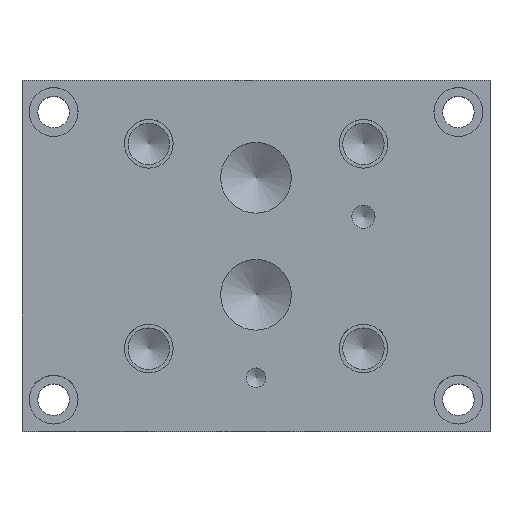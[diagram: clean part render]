
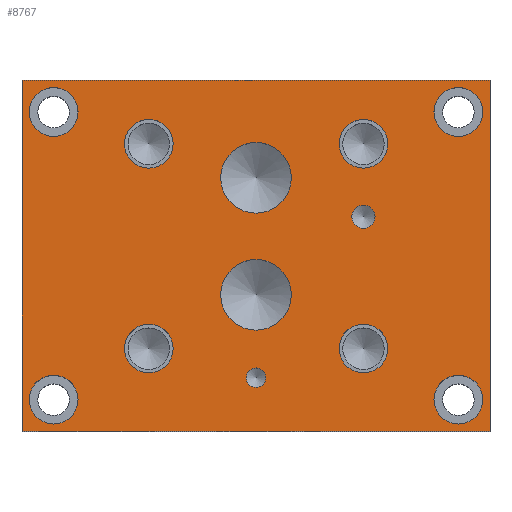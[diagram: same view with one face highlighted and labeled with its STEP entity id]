
A CAD part, top view. The second image highlights one B-rep face of the part: STEP entity #8767.
In plain terms, the highlighted planar face has unit normal (0, 0, 1).
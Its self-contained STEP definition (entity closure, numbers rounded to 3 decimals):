
#75=CIRCLE('',#9036,7.938);
#76=CIRCLE('',#9037,7.938);
#81=CIRCLE('',#9045,7.938);
#82=CIRCLE('',#9046,7.938);
#87=CIRCLE('',#9054,7.938);
#88=CIRCLE('',#9055,7.938);
#93=CIRCLE('',#9063,7.938);
#94=CIRCLE('',#9064,7.938);
#98=CIRCLE('',#9071,3.175);
#99=CIRCLE('',#9072,3.175);
#102=CIRCLE('',#9077,11.506);
#103=CIRCLE('',#9078,11.506);
#106=CIRCLE('',#9083,11.506);
#107=CIRCLE('',#9084,11.506);
#110=CIRCLE('',#9089,3.772);
#111=CIRCLE('',#9090,3.772);
#117=CIRCLE('',#9099,7.938);
#118=CIRCLE('',#9100,7.938);
#124=CIRCLE('',#9110,7.938);
#125=CIRCLE('',#9111,7.938);
#131=CIRCLE('',#9121,7.938);
#132=CIRCLE('',#9122,7.938);
#138=CIRCLE('',#9132,7.938);
#139=CIRCLE('',#9133,7.938);
#244=FACE_BOUND('',#1564,.T.);
#245=FACE_BOUND('',#1565,.T.);
#246=FACE_BOUND('',#1566,.T.);
#247=FACE_BOUND('',#1567,.T.);
#248=FACE_BOUND('',#1568,.T.);
#249=FACE_BOUND('',#1569,.T.);
#250=FACE_BOUND('',#1570,.T.);
#251=FACE_BOUND('',#1571,.T.);
#252=FACE_BOUND('',#1572,.T.);
#253=FACE_BOUND('',#1573,.T.);
#254=FACE_BOUND('',#1574,.T.);
#255=FACE_BOUND('',#1575,.T.);
#1068=FACE_OUTER_BOUND('',#1563,.T.);
#1563=EDGE_LOOP('',(#7669,#7670,#7671,#7672));
#1564=EDGE_LOOP('',(#7673,#7674));
#1565=EDGE_LOOP('',(#7675,#7676));
#1566=EDGE_LOOP('',(#7677,#7678));
#1567=EDGE_LOOP('',(#7679,#7680));
#1568=EDGE_LOOP('',(#7681,#7682));
#1569=EDGE_LOOP('',(#7683,#7684));
#1570=EDGE_LOOP('',(#7685,#7686));
#1571=EDGE_LOOP('',(#7687,#7688));
#1572=EDGE_LOOP('',(#7689,#7690));
#1573=EDGE_LOOP('',(#7691,#7692));
#1574=EDGE_LOOP('',(#7693,#7694));
#1575=EDGE_LOOP('',(#7695,#7696));
#1877=LINE('',#13392,#2715);
#2325=LINE('',#14584,#3163);
#2411=LINE('',#15024,#3249);
#2413=LINE('',#15027,#3251);
#2715=VECTOR('',#9680,10.);
#3163=VECTOR('',#10458,10.);
#3249=VECTOR('',#10948,10.);
#3251=VECTOR('',#10952,10.);
#3596=VERTEX_POINT('',#13389);
#3597=VERTEX_POINT('',#13391);
#3920=VERTEX_POINT('',#14583);
#3941=VERTEX_POINT('',#14645);
#3942=VERTEX_POINT('',#14646);
#3947=VERTEX_POINT('',#14662);
#3948=VERTEX_POINT('',#14663);
#3953=VERTEX_POINT('',#14679);
#3954=VERTEX_POINT('',#14680);
#3959=VERTEX_POINT('',#14696);
#3960=VERTEX_POINT('',#14697);
#3965=VERTEX_POINT('',#14713);
#3966=VERTEX_POINT('',#14714);
#3970=VERTEX_POINT('',#14726);
#3971=VERTEX_POINT('',#14727);
#3975=VERTEX_POINT('',#14739);
#3976=VERTEX_POINT('',#14740);
#3980=VERTEX_POINT('',#14752);
#3981=VERTEX_POINT('',#14753);
#3988=VERTEX_POINT('',#14772);
#3989=VERTEX_POINT('',#14773);
#3996=VERTEX_POINT('',#14794);
#3997=VERTEX_POINT('',#14795);
#4004=VERTEX_POINT('',#14816);
#4005=VERTEX_POINT('',#14817);
#4012=VERTEX_POINT('',#14838);
#4013=VERTEX_POINT('',#14839);
#4072=VERTEX_POINT('',#15023);
#4588=EDGE_CURVE('',#3597,#3596,#1877,.T.);
#5071=EDGE_CURVE('',#3920,#3597,#2325,.T.);
#5101=EDGE_CURVE('',#3941,#3942,#75,.T.);
#5102=EDGE_CURVE('',#3942,#3941,#76,.T.);
#5109=EDGE_CURVE('',#3947,#3948,#81,.T.);
#5110=EDGE_CURVE('',#3948,#3947,#82,.T.);
#5117=EDGE_CURVE('',#3953,#3954,#87,.T.);
#5118=EDGE_CURVE('',#3954,#3953,#88,.T.);
#5125=EDGE_CURVE('',#3959,#3960,#93,.T.);
#5126=EDGE_CURVE('',#3960,#3959,#94,.T.);
#5133=EDGE_CURVE('',#3965,#3966,#98,.T.);
#5134=EDGE_CURVE('',#3966,#3965,#99,.T.);
#5139=EDGE_CURVE('',#3970,#3971,#102,.T.);
#5140=EDGE_CURVE('',#3971,#3970,#103,.T.);
#5145=EDGE_CURVE('',#3975,#3976,#106,.T.);
#5146=EDGE_CURVE('',#3976,#3975,#107,.T.);
#5151=EDGE_CURVE('',#3980,#3981,#110,.T.);
#5152=EDGE_CURVE('',#3981,#3980,#111,.T.);
#5160=EDGE_CURVE('',#3988,#3989,#117,.T.);
#5161=EDGE_CURVE('',#3989,#3988,#118,.T.);
#5170=EDGE_CURVE('',#3996,#3997,#124,.T.);
#5171=EDGE_CURVE('',#3997,#3996,#125,.T.);
#5180=EDGE_CURVE('',#4004,#4005,#131,.T.);
#5181=EDGE_CURVE('',#4005,#4004,#132,.T.);
#5190=EDGE_CURVE('',#4012,#4013,#138,.T.);
#5191=EDGE_CURVE('',#4013,#4012,#139,.T.);
#5278=EDGE_CURVE('',#4072,#3920,#2411,.T.);
#5280=EDGE_CURVE('',#3596,#4072,#2413,.T.);
#7669=ORIENTED_EDGE('',*,*,#4588,.T.);
#7670=ORIENTED_EDGE('',*,*,#5280,.T.);
#7671=ORIENTED_EDGE('',*,*,#5278,.T.);
#7672=ORIENTED_EDGE('',*,*,#5071,.T.);
#7673=ORIENTED_EDGE('',*,*,#5101,.T.);
#7674=ORIENTED_EDGE('',*,*,#5102,.T.);
#7675=ORIENTED_EDGE('',*,*,#5109,.T.);
#7676=ORIENTED_EDGE('',*,*,#5110,.T.);
#7677=ORIENTED_EDGE('',*,*,#5117,.T.);
#7678=ORIENTED_EDGE('',*,*,#5118,.T.);
#7679=ORIENTED_EDGE('',*,*,#5125,.T.);
#7680=ORIENTED_EDGE('',*,*,#5126,.T.);
#7681=ORIENTED_EDGE('',*,*,#5133,.T.);
#7682=ORIENTED_EDGE('',*,*,#5134,.T.);
#7683=ORIENTED_EDGE('',*,*,#5139,.T.);
#7684=ORIENTED_EDGE('',*,*,#5140,.T.);
#7685=ORIENTED_EDGE('',*,*,#5145,.T.);
#7686=ORIENTED_EDGE('',*,*,#5146,.T.);
#7687=ORIENTED_EDGE('',*,*,#5151,.T.);
#7688=ORIENTED_EDGE('',*,*,#5152,.T.);
#7689=ORIENTED_EDGE('',*,*,#5160,.T.);
#7690=ORIENTED_EDGE('',*,*,#5161,.T.);
#7691=ORIENTED_EDGE('',*,*,#5170,.T.);
#7692=ORIENTED_EDGE('',*,*,#5171,.T.);
#7693=ORIENTED_EDGE('',*,*,#5180,.T.);
#7694=ORIENTED_EDGE('',*,*,#5181,.T.);
#7695=ORIENTED_EDGE('',*,*,#5190,.T.);
#7696=ORIENTED_EDGE('',*,*,#5191,.T.);
#7962=PLANE('',#9226);
#8767=ADVANCED_FACE('',(#1068,#244,#245,#246,#247,#248,#249,#250,#251,#252,
#253,#254,#255),#7962,.T.);
#9036=AXIS2_PLACEMENT_3D('',#14647,#10513,#10514);
#9037=AXIS2_PLACEMENT_3D('',#14648,#10515,#10516);
#9045=AXIS2_PLACEMENT_3D('',#14664,#10533,#10534);
#9046=AXIS2_PLACEMENT_3D('',#14665,#10535,#10536);
#9054=AXIS2_PLACEMENT_3D('',#14681,#10553,#10554);
#9055=AXIS2_PLACEMENT_3D('',#14682,#10555,#10556);
#9063=AXIS2_PLACEMENT_3D('',#14698,#10573,#10574);
#9064=AXIS2_PLACEMENT_3D('',#14699,#10575,#10576);
#9071=AXIS2_PLACEMENT_3D('',#14715,#10592,#10593);
#9072=AXIS2_PLACEMENT_3D('',#14716,#10594,#10595);
#9077=AXIS2_PLACEMENT_3D('',#14728,#10606,#10607);
#9078=AXIS2_PLACEMENT_3D('',#14729,#10608,#10609);
#9083=AXIS2_PLACEMENT_3D('',#14741,#10620,#10621);
#9084=AXIS2_PLACEMENT_3D('',#14742,#10622,#10623);
#9089=AXIS2_PLACEMENT_3D('',#14754,#10634,#10635);
#9090=AXIS2_PLACEMENT_3D('',#14755,#10636,#10637);
#9099=AXIS2_PLACEMENT_3D('',#14774,#10656,#10657);
#9100=AXIS2_PLACEMENT_3D('',#14775,#10658,#10659);
#9110=AXIS2_PLACEMENT_3D('',#14796,#10681,#10682);
#9111=AXIS2_PLACEMENT_3D('',#14797,#10683,#10684);
#9121=AXIS2_PLACEMENT_3D('',#14818,#10706,#10707);
#9122=AXIS2_PLACEMENT_3D('',#14819,#10708,#10709);
#9132=AXIS2_PLACEMENT_3D('',#14840,#10731,#10732);
#9133=AXIS2_PLACEMENT_3D('',#14841,#10733,#10734);
#9226=AXIS2_PLACEMENT_3D('',#15029,#10955,#10956);
#9680=DIRECTION('',(1.,0.,0.));
#10458=DIRECTION('',(0.,-1.,0.));
#10513=DIRECTION('center_axis',(0.,0.,-1.));
#10514=DIRECTION('ref_axis',(1.,0.,0.));
#10515=DIRECTION('center_axis',(0.,0.,-1.));
#10516=DIRECTION('ref_axis',(1.,0.,0.));
#10533=DIRECTION('center_axis',(0.,0.,-1.));
#10534=DIRECTION('ref_axis',(1.,0.,0.));
#10535=DIRECTION('center_axis',(0.,0.,-1.));
#10536=DIRECTION('ref_axis',(1.,0.,0.));
#10553=DIRECTION('center_axis',(0.,0.,-1.));
#10554=DIRECTION('ref_axis',(1.,0.,0.));
#10555=DIRECTION('center_axis',(0.,0.,-1.));
#10556=DIRECTION('ref_axis',(1.,0.,0.));
#10573=DIRECTION('center_axis',(0.,0.,-1.));
#10574=DIRECTION('ref_axis',(1.,0.,0.));
#10575=DIRECTION('center_axis',(0.,0.,-1.));
#10576=DIRECTION('ref_axis',(1.,0.,0.));
#10592=DIRECTION('center_axis',(0.,0.,-1.));
#10593=DIRECTION('ref_axis',(1.,0.,0.));
#10594=DIRECTION('center_axis',(0.,0.,-1.));
#10595=DIRECTION('ref_axis',(1.,0.,0.));
#10606=DIRECTION('center_axis',(0.,0.,-1.));
#10607=DIRECTION('ref_axis',(1.,0.,0.));
#10608=DIRECTION('center_axis',(0.,0.,-1.));
#10609=DIRECTION('ref_axis',(1.,0.,0.));
#10620=DIRECTION('center_axis',(0.,0.,-1.));
#10621=DIRECTION('ref_axis',(1.,0.,0.));
#10622=DIRECTION('center_axis',(0.,0.,-1.));
#10623=DIRECTION('ref_axis',(1.,0.,0.));
#10634=DIRECTION('center_axis',(0.,0.,-1.));
#10635=DIRECTION('ref_axis',(1.,0.,0.));
#10636=DIRECTION('center_axis',(0.,0.,-1.));
#10637=DIRECTION('ref_axis',(1.,0.,0.));
#10656=DIRECTION('center_axis',(0.,0.,-1.));
#10657=DIRECTION('ref_axis',(1.,0.,0.));
#10658=DIRECTION('center_axis',(0.,0.,-1.));
#10659=DIRECTION('ref_axis',(1.,0.,0.));
#10681=DIRECTION('center_axis',(0.,0.,-1.));
#10682=DIRECTION('ref_axis',(1.,0.,0.));
#10683=DIRECTION('center_axis',(0.,0.,-1.));
#10684=DIRECTION('ref_axis',(1.,0.,0.));
#10706=DIRECTION('center_axis',(0.,0.,-1.));
#10707=DIRECTION('ref_axis',(1.,0.,0.));
#10708=DIRECTION('center_axis',(0.,0.,-1.));
#10709=DIRECTION('ref_axis',(1.,0.,0.));
#10731=DIRECTION('center_axis',(0.,0.,-1.));
#10732=DIRECTION('ref_axis',(1.,0.,0.));
#10733=DIRECTION('center_axis',(0.,0.,-1.));
#10734=DIRECTION('ref_axis',(1.,0.,0.));
#10948=DIRECTION('',(-1.,0.,0.));
#10952=DIRECTION('',(0.,1.,0.));
#10955=DIRECTION('center_axis',(0.,0.,1.));
#10956=DIRECTION('ref_axis',(1.,0.,0.));
#13389=CARTESIAN_POINT('',(152.4,0.,63.5));
#13391=CARTESIAN_POINT('',(0.,0.,63.5));
#13392=CARTESIAN_POINT('',(0.,0.,63.5));
#14583=CARTESIAN_POINT('',(0.,114.3,63.5));
#14584=CARTESIAN_POINT('',(0.,114.3,63.5));
#14645=CARTESIAN_POINT('',(150.025,103.988,63.5));
#14646=CARTESIAN_POINT('',(134.15,103.988,63.5));
#14647=CARTESIAN_POINT('Origin',(142.088,103.988,63.5));
#14648=CARTESIAN_POINT('Origin',(142.088,103.988,63.5));
#14662=CARTESIAN_POINT('',(18.25,103.988,63.5));
#14663=CARTESIAN_POINT('',(2.375,103.988,63.5));
#14664=CARTESIAN_POINT('Origin',(10.312,103.988,63.5));
#14665=CARTESIAN_POINT('Origin',(10.312,103.988,63.5));
#14679=CARTESIAN_POINT('',(18.25,10.312,63.5));
#14680=CARTESIAN_POINT('',(2.375,10.312,63.5));
#14681=CARTESIAN_POINT('Origin',(10.312,10.312,63.5));
#14682=CARTESIAN_POINT('Origin',(10.312,10.312,63.5));
#14696=CARTESIAN_POINT('',(150.025,10.312,63.5));
#14697=CARTESIAN_POINT('',(134.15,10.312,63.5));
#14698=CARTESIAN_POINT('Origin',(142.088,10.312,63.5));
#14699=CARTESIAN_POINT('Origin',(142.088,10.312,63.5));
#14713=CARTESIAN_POINT('',(79.375,17.45,63.5));
#14714=CARTESIAN_POINT('',(73.025,17.45,63.5));
#14715=CARTESIAN_POINT('Origin',(76.2,17.45,63.5));
#14716=CARTESIAN_POINT('Origin',(76.2,17.45,63.5));
#14726=CARTESIAN_POINT('',(87.706,82.55,63.5));
#14727=CARTESIAN_POINT('',(64.694,82.55,63.5));
#14728=CARTESIAN_POINT('Origin',(76.2,82.55,63.5));
#14729=CARTESIAN_POINT('Origin',(76.2,82.55,63.5));
#14739=CARTESIAN_POINT('',(87.706,44.45,63.5));
#14740=CARTESIAN_POINT('',(64.694,44.45,63.5));
#14741=CARTESIAN_POINT('Origin',(76.2,44.45,63.5));
#14742=CARTESIAN_POINT('Origin',(76.2,44.45,63.5));
#14752=CARTESIAN_POINT('',(114.973,69.85,63.5));
#14753=CARTESIAN_POINT('',(107.429,69.85,63.5));
#14754=CARTESIAN_POINT('Origin',(111.201,69.85,63.5));
#14755=CARTESIAN_POINT('Origin',(111.201,69.85,63.5));
#14772=CARTESIAN_POINT('',(49.213,93.65,63.5));
#14773=CARTESIAN_POINT('',(33.338,93.65,63.5));
#14774=CARTESIAN_POINT('Origin',(41.275,93.65,63.5));
#14775=CARTESIAN_POINT('Origin',(41.275,93.65,63.5));
#14794=CARTESIAN_POINT('',(119.139,26.975,63.5));
#14795=CARTESIAN_POINT('',(103.264,26.975,63.5));
#14796=CARTESIAN_POINT('Origin',(111.201,26.975,63.5));
#14797=CARTESIAN_POINT('Origin',(111.201,26.975,63.5));
#14816=CARTESIAN_POINT('',(49.213,26.975,63.5));
#14817=CARTESIAN_POINT('',(33.338,26.975,63.5));
#14818=CARTESIAN_POINT('Origin',(41.275,26.975,63.5));
#14819=CARTESIAN_POINT('Origin',(41.275,26.975,63.5));
#14838=CARTESIAN_POINT('',(119.139,93.65,63.5));
#14839=CARTESIAN_POINT('',(103.264,93.65,63.5));
#14840=CARTESIAN_POINT('Origin',(111.201,93.65,63.5));
#14841=CARTESIAN_POINT('Origin',(111.201,93.65,63.5));
#15023=CARTESIAN_POINT('',(152.4,114.3,63.5));
#15024=CARTESIAN_POINT('',(152.4,114.3,63.5));
#15027=CARTESIAN_POINT('',(152.4,0.,63.5));
#15029=CARTESIAN_POINT('Origin',(76.2,57.15,63.5));
